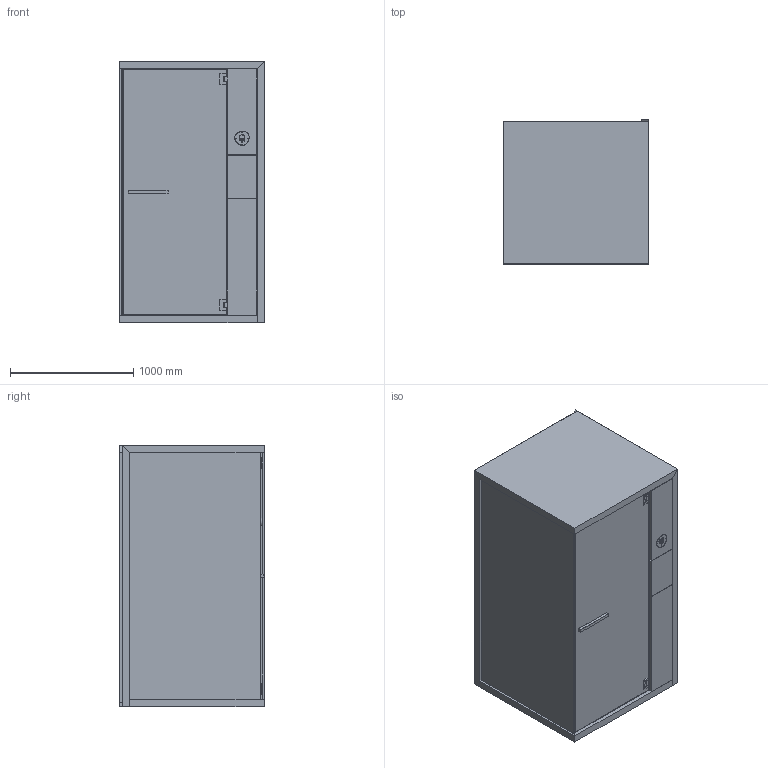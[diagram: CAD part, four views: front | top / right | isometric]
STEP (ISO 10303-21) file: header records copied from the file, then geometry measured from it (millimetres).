
FILE_DESCRIPTION((''),'2;1');
FILE_NAME('7513.stp','2012-04-26T19:24:26',('Administrator'),(''),'Autodesk Inventor 2011','Autodesk Inventor 2011','');
FILE_SCHEMA(('CONFIG_CONTROL_DESIGN'));
Length unit declared in the file: millimetre
Products named in the file (2): 7513
Assembly tree (1 placements, depth 2):
  7513
    7513
Bounding box: 1176.28 x 1172.68 x 2120 mm (x, y, z)
Volume: 523843297.9 mm3; surface area: 35245740 mm2
Topology: 68 solids, 72 shells, 6194 faces, 18721 edges, 12459 vertices
Faces by surface type: plane 5767, cylinder 407, cone 19, torus 1
Full cylindrical faces by diameter (mm): 2.05 x5, 2.5 x5, 3 x1, 3.5 x6, 3.6 x5, 4 x4, 4.2 x4, 4.917 x4, 5 x10, 6 x4, 9 x4, 28 x1, 30 x1, 68 x2
Entity records: 217309 total; most frequent: CARTESIAN_POINT 37269, ORIENTED_EDGE 37258, DIRECTION 31850, EDGE_CURVE 18629, VECTOR 17802, LINE 17802, VERTEX_POINT 12443, EDGE_LOOP 8646
